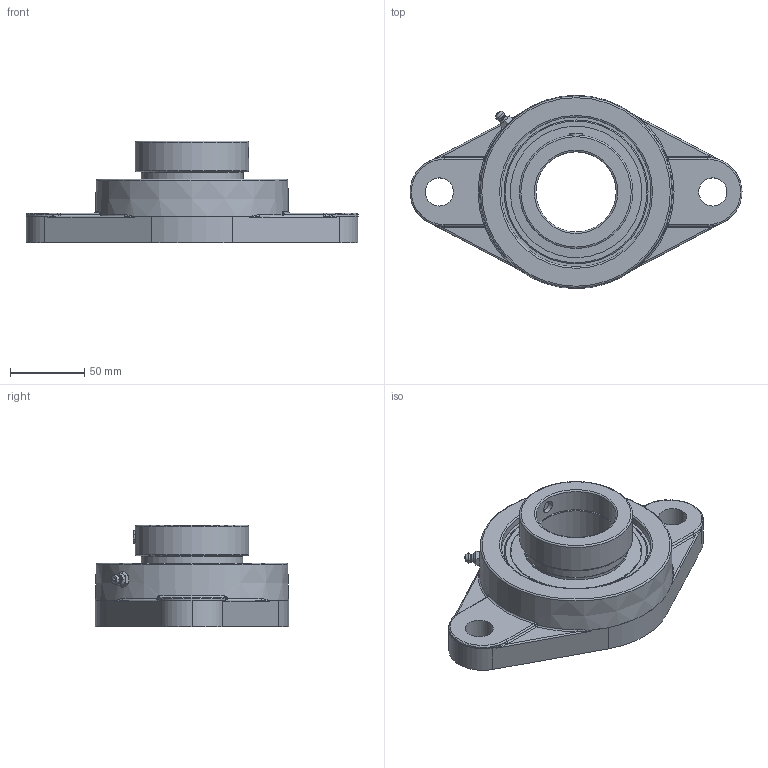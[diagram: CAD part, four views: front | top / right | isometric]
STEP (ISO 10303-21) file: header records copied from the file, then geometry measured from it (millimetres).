
FILE_DESCRIPTION(('HOOPS Exchange Step'),'2;1');
FILE_NAME('export-411C3794-9365-42AE-B5C5-10FD0ED3D4DE.stp','2019-11-07T08:44:14-08:00',('dkerr'),('Alibre'),'HOOPS Exchange 2019.2','Alibre','Unknown authorisation');
FILE_SCHEMA( ('AP242_MANAGED_MODEL_BASED_3D_ENGINEERING_MIM_LF {1 0 10303 442 1 1 4 }') );
Length unit declared in the file: inch
Products named in the file (8): MRN SFL 211; UCP ZERK 6mm; SNC 211 SS; SNC 211-34 RACES; SNC 211-34 COLLAR; SNC 211 SHIELD; MRN SNC 211-34; MRN SNCFL 211-34
Assembly tree (8 placements, depth 3):
  MRN SNCFL 211-34
    MRN SFL 211
    UCP ZERK 6mm
    MRN SNC 211-34
      SNC 211 SS
      SNC 211-34 RACES
      SNC 211-34 COLLAR
      SNC 211 SHIELD  x2
Bounding box: 223.32 x 130 x 68.6 mm (x, y, z)
Volume: 470747.4 mm3; surface area: 122925.3 mm2
Topology: 8 solids, 8 shells, 197 faces, 505 edges, 319 vertices
Faces by surface type: cylinder 60, plane 57, torus 32, cone 19, bspline 16, sphere 13
Full cylindrical faces by diameter (mm): 2.263 x2, 5.994 x1, 6 x1, 8.382 x3, 19 x2, 53.975 x2, 64.973 x2, 68.58 x4, 69.342 x2, 76.2 x1, 87.884 x2, 88.392 x2, 100.825 x1, 102.825 x1
Entity records: 18282 total; most frequent: CARTESIAN_POINT 13432, DIRECTION 1032, ORIENTED_EDGE 952, EDGE_CURVE 476, AXIS2_PLACEMENT_3D 444, VERTEX_POINT 305, CIRCLE 246, EDGE_LOOP 217
